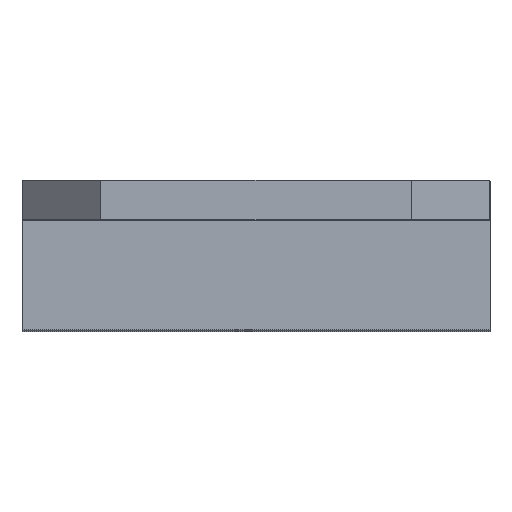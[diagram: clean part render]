
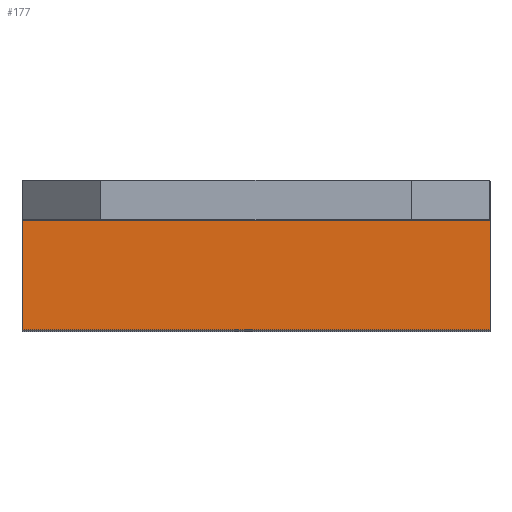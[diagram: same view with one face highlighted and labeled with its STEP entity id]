
A CAD part, top view. The second image highlights one B-rep face of the part: STEP entity #177.
In plain terms, the highlighted planar face has unit normal (0, 0, 1).
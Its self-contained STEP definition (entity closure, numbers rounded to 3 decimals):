
#38=VERTEX_POINT('',#39);
#39=CARTESIAN_POINT('',(-2.005,-1.6,14.2));
#44=EDGE_CURVE('',#38,#45,#47,.T.);
#45=VERTEX_POINT('',#46);
#46=CARTESIAN_POINT('',(-2.005,3.15,14.2));
#47=LINE('',#39,#48);
#48=VECTOR('',#49,1.);
#49=DIRECTION('',(0.,1.,0.));
#75=VECTOR('',#76,1.);
#76=DIRECTION('',(1.,0.,0.));
#164=VERTEX_POINT('',#165);
#165=CARTESIAN_POINT('',(12.955,-1.6,14.2));
#170=EDGE_CURVE('',#38,#164,#171,.T.);
#171=LINE('',#39,#75);
#177=ADVANCED_FACE('',(#178),#218,.T.);
#178=FACE_BOUND('',#179,.T.);
#179=EDGE_LOOP('',(#180,#181,#182,#187,#192,#200,#208,#216));
#180=ORIENTED_EDGE('',*,*,#44,.F.);
#181=ORIENTED_EDGE('',*,*,#170,.T.);
#182=ORIENTED_EDGE('',*,*,#183,.T.);
#183=EDGE_CURVE('',#164,#184,#186,.T.);
#184=VERTEX_POINT('',#185);
#185=CARTESIAN_POINT('',(12.955,3.15,14.2));
#186=LINE('',#165,#48);
#187=ORIENTED_EDGE('',*,*,#188,.F.);
#188=EDGE_CURVE('',#189,#184,#191,.T.);
#189=VERTEX_POINT('',#190);
#190=CARTESIAN_POINT('',(12.945,3.15,14.2));
#191=LINE('',#46,#75);
#192=ORIENTED_EDGE('',*,*,#193,.F.);
#193=EDGE_CURVE('',#194,#189,#196,.T.);
#194=VERTEX_POINT('',#195);
#195=CARTESIAN_POINT('',(12.945,1.9,14.2));
#196=LINE('',#197,#198);
#197=CARTESIAN_POINT('',(12.945,0.785,14.2));
#198=VECTOR('',#199,1.);
#199=DIRECTION('',(0.,1.,0.));
#200=ORIENTED_EDGE('',*,*,#201,.F.);
#201=EDGE_CURVE('',#202,#194,#204,.T.);
#202=VERTEX_POINT('',#203);
#203=CARTESIAN_POINT('',(-1.995,1.9,14.2));
#204=LINE('',#205,#206);
#205=CARTESIAN_POINT('',(5.47,1.9,14.2));
#206=VECTOR('',#207,1.);
#207=DIRECTION('',(1.,0.,0.));
#208=ORIENTED_EDGE('',*,*,#209,.F.);
#209=EDGE_CURVE('',#210,#202,#212,.T.);
#210=VERTEX_POINT('',#211);
#211=CARTESIAN_POINT('',(-1.995,3.15,14.2));
#212=LINE('',#213,#214);
#213=CARTESIAN_POINT('',(-1.995,0.15,14.2));
#214=VECTOR('',#215,1.);
#215=DIRECTION('',(0.,-1.,0.));
#216=ORIENTED_EDGE('',*,*,#217,.F.);
#217=EDGE_CURVE('',#45,#210,#191,.T.);
#218=PLANE('',#219);
#219=AXIS2_PLACEMENT_3D('',#39,#220,#221);
#220=DIRECTION('',(0.,0.,1.));
#221=DIRECTION('',(0.,1.,0.));
